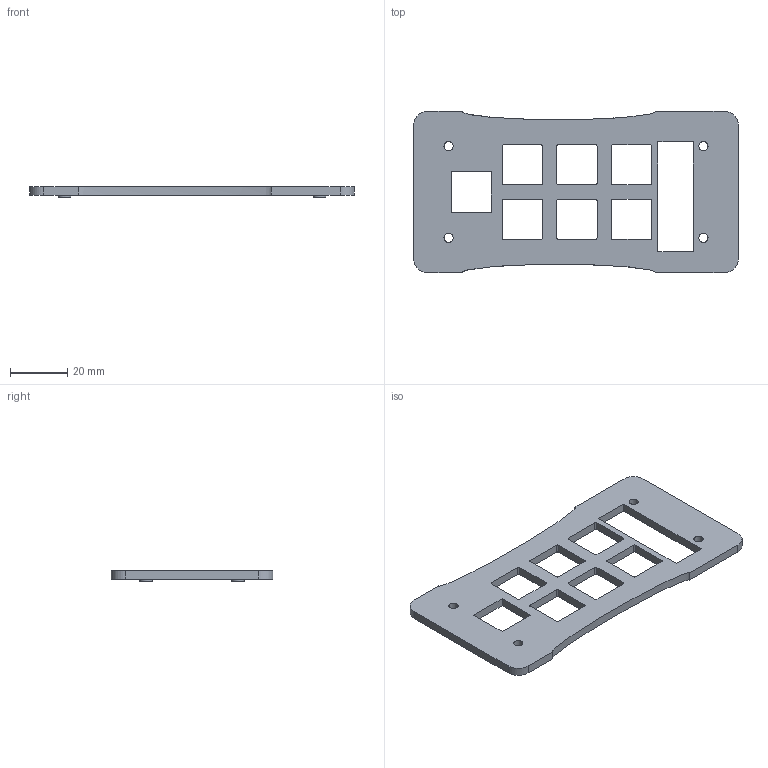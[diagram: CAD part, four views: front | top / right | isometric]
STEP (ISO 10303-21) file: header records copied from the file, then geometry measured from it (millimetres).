
FILE_DESCRIPTION(/* description */ (''),/* implementation_level */ '2;1');
FILE_NAME(/* name */ 'Middle.step',/* time_stamp */ '2026-02-12T13:10:34+01:00',/* author */ (''),/* organization */ (''),/* preprocessor_version */ 'ST-DEVELOPER v20.1',/* originating_system */ 'Autodesk Translation Framework v14.24.0.0',/* authorisation */ '');
FILE_SCHEMA (('AUTOMOTIVE_DESIGN { 1 0 10303 214 3 1 1 }'));
Length unit declared in the file: millimetre
Products named in the file (1): Middle
Bounding box: 113.4 x 56.4 x 3.8 mm (x, y, z)
Volume: 12561.1 mm3; surface area: 11018.6 mm2
Topology: 1 solids, 1 shells, 82 faces, 228 edges, 152 vertices
Faces by surface type: plane 44, cylinder 36, bspline 2
Full cylindrical faces by diameter (mm): 3.2 x4, 4.5 x4
Entity records: 2750 total; most frequent: CARTESIAN_POINT 485, DIRECTION 466, ORIENTED_EDGE 456, EDGE_CURVE 228, AXIS2_PLACEMENT_3D 157, LINE 152, VECTOR 152, VERTEX_POINT 152
